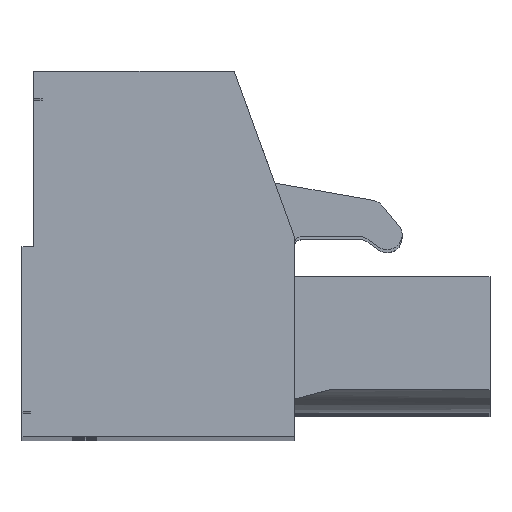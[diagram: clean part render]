
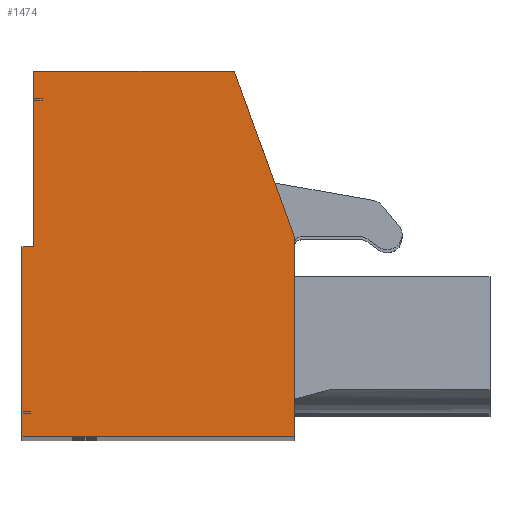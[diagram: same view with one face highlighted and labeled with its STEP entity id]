
A CAD part, top view. The second image highlights one B-rep face of the part: STEP entity #1474.
In plain terms, the highlighted planar face has unit normal (0, 0, 1).
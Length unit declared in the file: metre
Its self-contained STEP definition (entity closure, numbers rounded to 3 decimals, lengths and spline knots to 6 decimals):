
#1474=ADVANCED_FACE('',(#3385),#3386,.T.);
#3385=FACE_OUTER_BOUND('',#5646,.T.);
#3386=PLANE('',#5647);
#5646=EDGE_LOOP('',(#10180,#10181,#10182,#10183,#10184,#10185,#10186,#10187,#10188,#10189,#10190,#10191,#10192,#10193,#10194));
#5647=AXIS2_PLACEMENT_3D('',#10195,#10196,#10197);
#10180=ORIENTED_EDGE('',*,*,#13721,.T.);
#10181=ORIENTED_EDGE('',*,*,#13760,.F.);
#10182=ORIENTED_EDGE('',*,*,#14592,.F.);
#10183=ORIENTED_EDGE('',*,*,#13730,.T.);
#10184=ORIENTED_EDGE('',*,*,#13734,.T.);
#10185=ORIENTED_EDGE('',*,*,#13738,.T.);
#10186=ORIENTED_EDGE('',*,*,#14593,.T.);
#10187=ORIENTED_EDGE('',*,*,#14392,.T.);
#10188=ORIENTED_EDGE('',*,*,#13053,.T.);
#10189=ORIENTED_EDGE('',*,*,#13640,.T.);
#10190=ORIENTED_EDGE('',*,*,#13637,.T.);
#10191=ORIENTED_EDGE('',*,*,#13633,.T.);
#10192=ORIENTED_EDGE('',*,*,#13709,.T.);
#10193=ORIENTED_EDGE('',*,*,#13713,.T.);
#10194=ORIENTED_EDGE('',*,*,#13717,.F.);
#10195=CARTESIAN_POINT('',(0.255192,0.211542,0.20633));
#10196=DIRECTION('',(0.,0.,1.0));
#10197=DIRECTION('',(1.0,0.,0.));
#13053=EDGE_CURVE('',#15563,#15561,#15564,.T.);
#13633=EDGE_CURVE('',#16470,#16475,#16477,.T.);
#13637=EDGE_CURVE('',#16479,#16470,#16483,.T.);
#13640=EDGE_CURVE('',#15561,#16479,#16486,.T.);
#13709=EDGE_CURVE('',#16475,#16619,#16621,.T.);
#13713=EDGE_CURVE('',#16619,#16625,#16627,.T.);
#13717=EDGE_CURVE('',#16631,#16625,#16633,.T.);
#13721=EDGE_CURVE('',#16631,#16637,#16639,.T.);
#13730=EDGE_CURVE('',#16647,#16652,#16654,.T.);
#13734=EDGE_CURVE('',#16652,#16658,#16660,.T.);
#13738=EDGE_CURVE('',#16658,#16664,#16666,.T.);
#13760=EDGE_CURVE('',#16702,#16637,#16704,.T.);
#14392=EDGE_CURVE('',#17607,#15563,#17608,.T.);
#14592=EDGE_CURVE('',#16647,#16702,#17986,.T.);
#14593=EDGE_CURVE('',#16664,#17607,#17987,.T.);
#15561=VERTEX_POINT('',#19235);
#15563=VERTEX_POINT('',#19238);
#15564=LINE('',#19239,#19240);
#16470=VERTEX_POINT('',#20481);
#16475=VERTEX_POINT('',#20488);
#16477=LINE('',#20491,#20492);
#16479=VERTEX_POINT('',#20494);
#16483=LINE('',#20500,#20501);
#16486=LINE('',#20505,#20506);
#16619=VERTEX_POINT('',#20705);
#16621=LINE('',#20708,#20709);
#16625=VERTEX_POINT('',#20714);
#16627=LINE('',#20717,#20718);
#16631=VERTEX_POINT('',#20723);
#16633=LINE('',#20726,#20727);
#16637=VERTEX_POINT('',#20732);
#16639=LINE('',#20735,#20736);
#16647=VERTEX_POINT('',#20747);
#16652=VERTEX_POINT('',#20754);
#16654=LINE('',#20757,#20758);
#16658=VERTEX_POINT('',#20763);
#16660=LINE('',#20766,#20767);
#16664=VERTEX_POINT('',#20772);
#16666=LINE('',#20775,#20776);
#16702=VERTEX_POINT('',#20829);
#16704=LINE('',#20832,#20833);
#17607=VERTEX_POINT('',#22184);
#17608=LINE('',#22185,#22186);
#17986=LINE('',#22699,#22700);
#17987=LINE('',#22701,#22702);
#19235=CARTESIAN_POINT('',(0.262792,0.211542,0.20633));
#19238=CARTESIAN_POINT('',(0.265342,0.204536,0.20633));
#19239=CARTESIAN_POINT('',(0.262792,0.211542,0.20633));
#19240=VECTOR('',#24072,1.0);
#20481=CARTESIAN_POINT('',(0.254292,0.210382,0.20633));
#20488=CARTESIAN_POINT('',(0.254642,0.210382,0.20633));
#20491=CARTESIAN_POINT('',(0.255942,0.210382,0.20633));
#20492=VECTOR('',#24705,1.0);
#20494=CARTESIAN_POINT('',(0.254292,0.211542,0.20633));
#20500=CARTESIAN_POINT('',(0.254292,0.210382,0.20633));
#20501=VECTOR('',#24708,1.0);
#20505=CARTESIAN_POINT('',(0.255242,0.211542,0.20633));
#20506=VECTOR('',#24710,1.0);
#20705=CARTESIAN_POINT('',(0.254642,0.210312,0.20633));
#20708=CARTESIAN_POINT('',(0.254642,0.197042,0.20633));
#20709=VECTOR('',#24778,1.0);
#20714=CARTESIAN_POINT('',(0.254292,0.210312,0.20633));
#20717=CARTESIAN_POINT('',(0.256842,0.210312,0.20633));
#20718=VECTOR('',#24781,1.0);
#20723=CARTESIAN_POINT('',(0.254292,0.204112,0.20633));
#20726=CARTESIAN_POINT('',(0.254292,0.210312,0.20633));
#20727=VECTOR('',#24784,1.0);
#20732=CARTESIAN_POINT('',(0.253792,0.204112,0.20633));
#20735=CARTESIAN_POINT('',(0.254742,0.204112,0.20633));
#20736=VECTOR('',#24787,1.0);
#20747=CARTESIAN_POINT('',(0.254142,0.197112,0.20633));
#20754=CARTESIAN_POINT('',(0.254142,0.197042,0.20633));
#20757=CARTESIAN_POINT('',(0.254142,0.197042,0.20633));
#20758=VECTOR('',#24794,1.0);
#20763=CARTESIAN_POINT('',(0.253792,0.197042,0.20633));
#20766=CARTESIAN_POINT('',(0.254742,0.197042,0.20633));
#20767=VECTOR('',#24797,1.0);
#20772=CARTESIAN_POINT('',(0.253792,0.196042,0.20633));
#20775=CARTESIAN_POINT('',(0.253792,0.196042,0.20633));
#20776=VECTOR('',#24800,1.0);
#20829=CARTESIAN_POINT('',(0.253792,0.197112,0.20633));
#20832=CARTESIAN_POINT('',(0.253792,0.210312,0.20633));
#20833=VECTOR('',#24819,1.0);
#22184=CARTESIAN_POINT('',(0.265342,0.196042,0.20633));
#22185=CARTESIAN_POINT('',(0.265342,0.204536,0.20633));
#22186=VECTOR('',#25283,1.0);
#22699=CARTESIAN_POINT('',(0.256842,0.197112,0.20633));
#22700=VECTOR('',#25563,1.0);
#22701=CARTESIAN_POINT('',(0.265342,0.196042,0.20633));
#22702=VECTOR('',#25564,1.0);
#24072=DIRECTION('',(-0.342,0.94,0.));
#24705=DIRECTION('',(1.0,0.,0.));
#24708=DIRECTION('',(0.,-1.0,0.));
#24710=DIRECTION('',(-1.0,0.,0.));
#24778=DIRECTION('',(0.,-1.0,0.));
#24781=DIRECTION('',(-1.0,0.,0.));
#24784=DIRECTION('',(0.,1.0,0.));
#24787=DIRECTION('',(-1.0,0.,0.));
#24794=DIRECTION('',(0.,-1.0,0.));
#24797=DIRECTION('',(-1.0,0.,0.));
#24800=DIRECTION('',(0.,-1.0,0.));
#24819=DIRECTION('',(0.,1.0,0.));
#25283=DIRECTION('',(0.,1.0,0.));
#25563=DIRECTION('',(-1.0,0.,0.));
#25564=DIRECTION('',(1.0,0.,0.));
